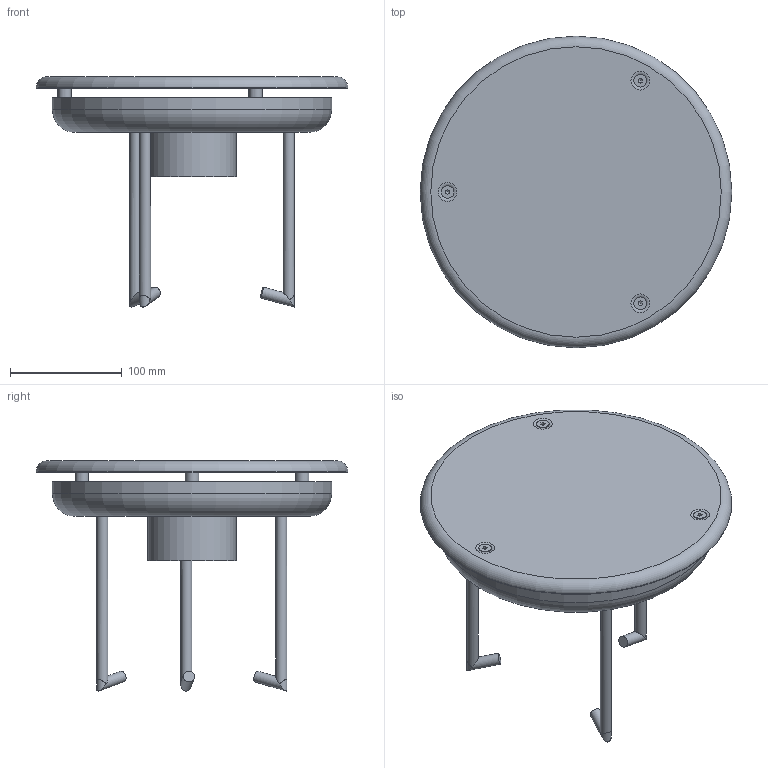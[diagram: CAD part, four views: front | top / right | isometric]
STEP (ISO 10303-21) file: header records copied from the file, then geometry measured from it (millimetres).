
FILE_DESCRIPTION(('STEP AP214'), '1');
FILE_NAME('栖闉罻', '2024-12-06T09:48:13', ('Runwill'), (''), 'C3D Converter', 'C3D Toolkit', '');
FILE_SCHEMA(('AUTOMOTIVE_DESIGN { 1 0 10303 214 3 1 1}'));
Length unit declared in the file: millimetre
Assembly tree (14 placements, depth 2):
  (unnamed)
    (unnamed)
    (unnamed)  x3
    (unnamed)
    (unnamed)  x3
    (unnamed)
    (unnamed)
    (unnamed)
    (unnamed)
    (unnamed)
    (unnamed)
Bounding box: 279 x 279 x 205.98 mm (x, y, z)
Volume: 306923.3 mm3; surface area: 333294.2 mm2
Topology: 14 solids, 14 shells, 173 faces, 368 edges, 230 vertices
Faces by surface type: plane 73, cylinder 54, cone 28, torus 16, bspline 2
Full cylindrical faces by diameter (mm): 4.917 x3, 6 x3, 7.5 x3, 10 x9, 11.34 x3, 12 x3, 72.23 x1, 79 x1, 206 x1, 247 x1, 250 x1, 276 x1, 279 x1
Entity records: 12843 total; most frequent: CARTESIAN_POINT 9470, DIRECTION 544, ORIENTED_EDGE 476, AXIS2_PLACEMENT_3D 240, EDGE_CURVE 238, EDGE_LOOP 217, VERTEX_POINT 181, ADVANCED_FACE 138
